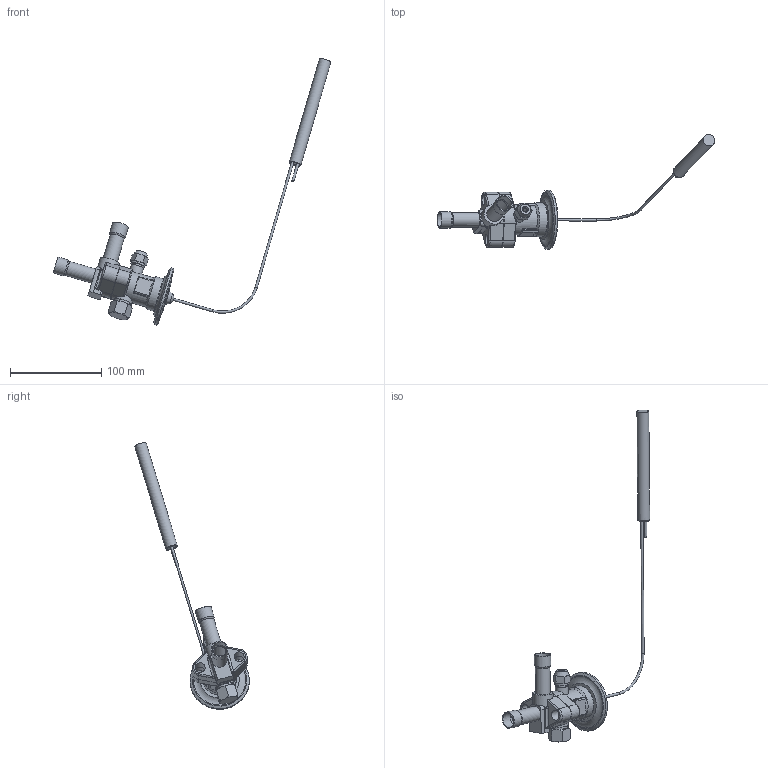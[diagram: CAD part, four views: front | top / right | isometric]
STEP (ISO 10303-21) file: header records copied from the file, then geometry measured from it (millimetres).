
FILE_DESCRIPTION(('TFLEX Exchange Step'),'2;1');
FILE_NAME('TCLE-A.stp', '2023-03-01T11:41:14+03:00',('EXT0102'),('Unknown organisation'),'TFLEX Exchange 2022.1','T-FLEX CAD','Unknown authorisation');
FILE_SCHEMA( ('AUTOMOTIVE_DESIGN { 1 0 10303 214 1 1 1 1 }') );
Length unit declared in the file: millimetre
Products named in the file (1): Nodes
Bounding box: 303.39 x 125.15 x 291.49 mm (x, y, z)
Volume: 103616.5 mm3; surface area: 51188.4 mm2
Topology: 1 solids, 3 shells, 234 faces, 663 edges, 448 vertices
Faces by surface type: cylinder 88, plane 80, cone 33, torus 25, bspline 6, sphere 2
Full cylindrical faces by diameter (mm): 2.5 x3, 4 x1, 6.5 x1, 9 x1, 9.5 x1, 10 x1, 10.7 x1, 11 x5, 11.7 x1, 11.8 x1, 12 x1, 12.3 x1, 13 x1, 14 x3, 15.7 x1, 15.8 x1, 16 x5, 18 x3, 20 x2, 22.2 x1, 25.3 x1, 25.4 x2, 25.5 x1, 27.2 x1, 31.5 x1, 32 x2, 33 x1, 37 x1, 64.8 x1
Entity records: 10750 total; most frequent: CARTESIAN_POINT 4596, ORIENTED_EDGE 1316, DIRECTION 1297, EDGE_CURVE 658, AXIS2_PLACEMENT_3D 554, VERTEX_POINT 448, CIRCLE 325, EDGE_LOOP 272
